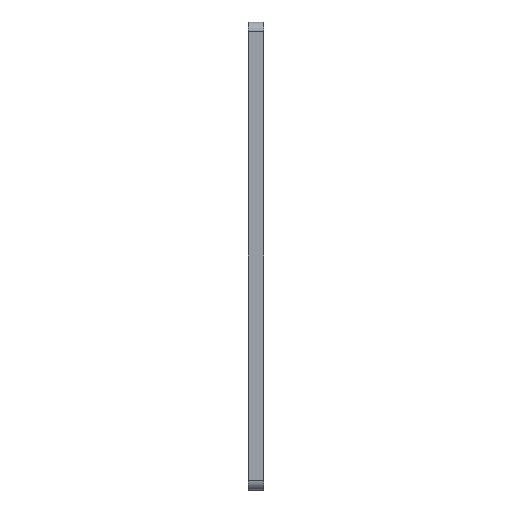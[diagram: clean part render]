
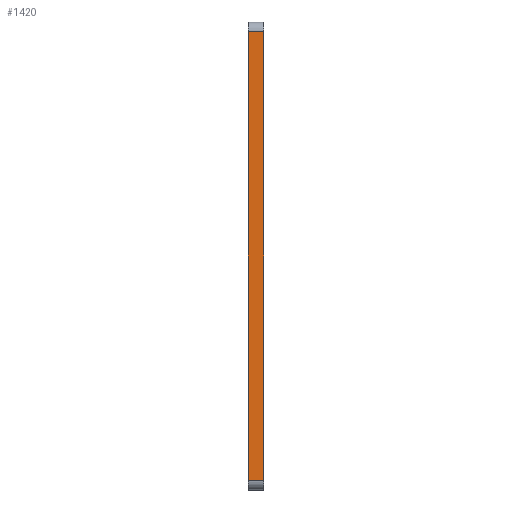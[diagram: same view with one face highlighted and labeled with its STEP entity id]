
A CAD part, left-side view. The second image highlights one B-rep face of the part: STEP entity #1420.
In plain terms, the highlighted planar face has unit normal (-1, 0, 0).
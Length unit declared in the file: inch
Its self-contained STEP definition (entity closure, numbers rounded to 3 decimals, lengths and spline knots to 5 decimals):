
#157 = LINE ( 'NONE', #1905, #1509 ) ;
#189 = VECTOR ( 'NONE', #428, 39.37008 ) ;
#230 = EDGE_CURVE ( 'NONE', #1198, #1136, #700, .T. ) ;
#419 = ORIENTED_EDGE ( 'NONE', *, *, #1052, .F. ) ;
#428 = DIRECTION ( 'NONE',  ( 0., 0., 1. ) ) ;
#520 = ORIENTED_EDGE ( 'NONE', *, *, #230, .T. ) ;
#632 = CARTESIAN_POINT ( 'NONE',  ( 0., 0.125, -0.07874 ) ) ;
#697 = DIRECTION ( 'NONE',  ( 0., -1., 0. ) ) ;
#700 = LINE ( 'NONE', #1324, #831 ) ;
#714 = CARTESIAN_POINT ( 'NONE',  ( 0., 0.125, -0.07874 ) ) ;
#831 = VECTOR ( 'NONE', #1822, 39.37008 ) ;
#912 = CARTESIAN_POINT ( 'NONE',  ( 0., 0.125, -0.07874 ) ) ;
#950 = EDGE_CURVE ( 'NONE', #1012, #1149, #998, .T. ) ;
#998 = LINE ( 'NONE', #1159, #1504 ) ;
#1012 = VERTEX_POINT ( 'NONE', #714 ) ;
#1040 = PLANE ( 'NONE',  #1821 ) ;
#1052 = EDGE_CURVE ( 'NONE', #1198, #1012, #1868, .T. ) ;
#1081 = DIRECTION ( 'NONE',  ( 0., 0., 1. ) ) ;
#1104 = EDGE_LOOP ( 'NONE', ( #1864, #1424, #419, #520 ) ) ;
#1136 = VERTEX_POINT ( 'NONE', #1253 ) ;
#1149 = VERTEX_POINT ( 'NONE', #1373 ) ;
#1153 = FACE_OUTER_BOUND ( 'NONE', #1104, .T. ) ;
#1159 = CARTESIAN_POINT ( 'NONE',  ( 0., 0.125, -0.07874 ) ) ;
#1198 = VERTEX_POINT ( 'NONE', #1574 ) ;
#1253 = CARTESIAN_POINT ( 'NONE',  ( 0., 0., -3.69646 ) ) ;
#1324 = CARTESIAN_POINT ( 'NONE',  ( 0., 0.125, -3.69646 ) ) ;
#1373 = CARTESIAN_POINT ( 'NONE',  ( 0., 0., -0.07874 ) ) ;
#1420 = ADVANCED_FACE ( 'NONE', ( #1153 ), #1040, .F. ) ;
#1424 = ORIENTED_EDGE ( 'NONE', *, *, #950, .F. ) ;
#1504 = VECTOR ( 'NONE', #697, 39.37008 ) ;
#1509 = VECTOR ( 'NONE', #1081, 39.37008 ) ;
#1574 = CARTESIAN_POINT ( 'NONE',  ( 0., 0.125, -3.69646 ) ) ;
#1583 = EDGE_CURVE ( 'NONE', #1136, #1149, #157, .T. ) ;
#1821 = AXIS2_PLACEMENT_3D ( 'NONE', #912, #1999, #1841 ) ;
#1822 = DIRECTION ( 'NONE',  ( 0., -1., 0. ) ) ;
#1841 = DIRECTION ( 'NONE',  ( 0., 0., -1. ) ) ;
#1864 = ORIENTED_EDGE ( 'NONE', *, *, #1583, .T. ) ;
#1868 = LINE ( 'NONE', #632, #189 ) ;
#1905 = CARTESIAN_POINT ( 'NONE',  ( 0., 0., -0.07874 ) ) ;
#1999 = DIRECTION ( 'NONE',  ( 1., 0., 0. ) ) ;
